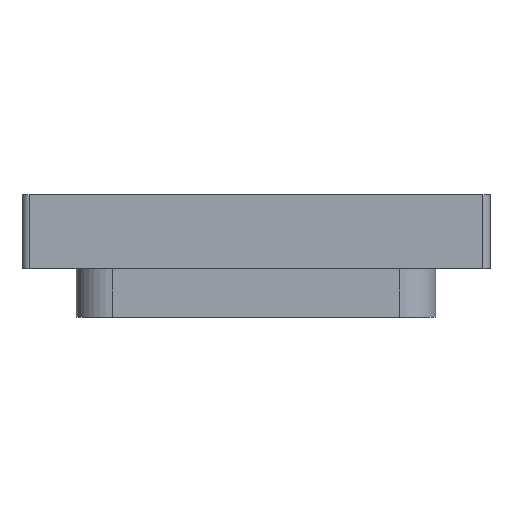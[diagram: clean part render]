
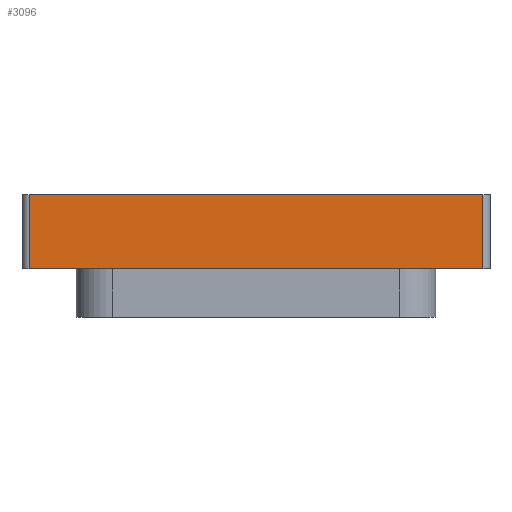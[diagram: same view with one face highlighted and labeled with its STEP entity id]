
A CAD part, front view. The second image highlights one B-rep face of the part: STEP entity #3096.
In plain terms, the highlighted planar face has unit normal (0, -1, 0).
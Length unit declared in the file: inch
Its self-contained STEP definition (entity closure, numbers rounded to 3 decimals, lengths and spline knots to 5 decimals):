
#45 = LINE ( 'NONE', #756, #3073 ) ;
#66 = LINE ( 'NONE', #3272, #951 ) ;
#120 = ORIENTED_EDGE ( 'NONE', *, *, #2432, .F. ) ;
#177 = VECTOR ( 'NONE', #2947, 39.37008 ) ;
#226 = VERTEX_POINT ( 'NONE', #4489 ) ;
#348 = PLANE ( 'NONE',  #4251 ) ;
#552 = EDGE_LOOP ( 'NONE', ( #4636, #120, #2768, #767 ) ) ;
#756 = CARTESIAN_POINT ( 'NONE',  ( 0., -3.37527, 0. ) ) ;
#767 = ORIENTED_EDGE ( 'NONE', *, *, #839, .F. ) ;
#839 = EDGE_CURVE ( 'NONE', #1172, #226, #45, .T. ) ;
#909 = VERTEX_POINT ( 'NONE', #2467 ) ;
#951 = VECTOR ( 'NONE', #3916, 39.37008 ) ;
#1172 = VERTEX_POINT ( 'NONE', #3174 ) ;
#1408 = FACE_OUTER_BOUND ( 'NONE', #552, .T. ) ;
#1520 = LINE ( 'NONE', #4056, #177 ) ;
#1827 = DIRECTION ( 'NONE',  ( 0., 1., 0. ) ) ;
#2220 = EDGE_CURVE ( 'NONE', #3289, #1172, #1520, .T. ) ;
#2314 = CARTESIAN_POINT ( 'NONE',  ( 2.51969, -3.37527, 0.40514 ) ) ;
#2432 = EDGE_CURVE ( 'NONE', #909, #3289, #66, .T. ) ;
#2467 = CARTESIAN_POINT ( 'NONE',  ( 0.03937, -3.37527, 0.40514 ) ) ;
#2535 = CARTESIAN_POINT ( 'NONE',  ( 0.03937, -3.37527, 0.40514 ) ) ;
#2559 = DIRECTION ( 'NONE',  ( 0., 0., 1. ) ) ;
#2768 = ORIENTED_EDGE ( 'NONE', *, *, #3178, .F. ) ;
#2859 = DIRECTION ( 'NONE',  ( 0., 0., 1. ) ) ;
#2947 = DIRECTION ( 'NONE',  ( 0., 0., -1. ) ) ;
#3073 = VECTOR ( 'NONE', #3560, 39.37008 ) ;
#3096 = ADVANCED_FACE ( 'NONE', ( #1408 ), #348, .F. ) ;
#3174 = CARTESIAN_POINT ( 'NONE',  ( 2.51969, -3.37527, 0. ) ) ;
#3178 = EDGE_CURVE ( 'NONE', #226, #909, #4357, .T. ) ;
#3272 = CARTESIAN_POINT ( 'NONE',  ( 0., -3.37527, 0.40514 ) ) ;
#3289 = VERTEX_POINT ( 'NONE', #2314 ) ;
#3560 = DIRECTION ( 'NONE',  ( -1., 0., 0. ) ) ;
#3916 = DIRECTION ( 'NONE',  ( 1., 0., 0. ) ) ;
#4005 = CARTESIAN_POINT ( 'NONE',  ( 0., -3.37527, 0.40514 ) ) ;
#4056 = CARTESIAN_POINT ( 'NONE',  ( 2.51969, -3.37527, 0.40514 ) ) ;
#4251 = AXIS2_PLACEMENT_3D ( 'NONE', #4005, #1827, #2559 ) ;
#4357 = LINE ( 'NONE', #2535, #4477 ) ;
#4477 = VECTOR ( 'NONE', #2859, 39.37008 ) ;
#4489 = CARTESIAN_POINT ( 'NONE',  ( 0.03937, -3.37527, 0. ) ) ;
#4636 = ORIENTED_EDGE ( 'NONE', *, *, #2220, .F. ) ;
